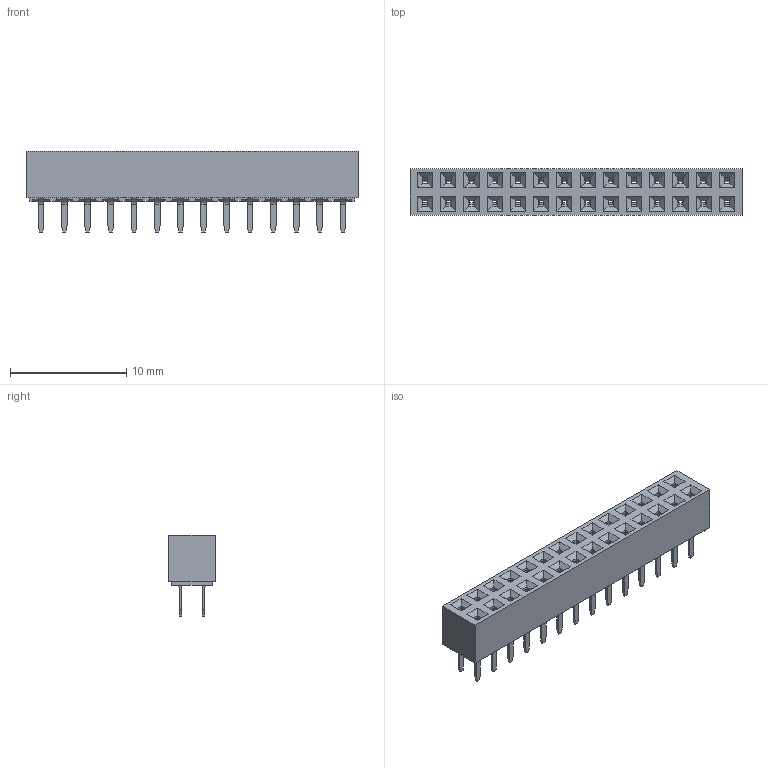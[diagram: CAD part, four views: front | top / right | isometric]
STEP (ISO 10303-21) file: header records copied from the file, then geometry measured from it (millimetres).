
FILE_DESCRIPTION(/* description */ ('Unknown'),/* implementation_level */ '2;1');
FILE_NAME(/* name */ '62002821821',/* time_stamp */ '2017-10-26T15:06:07+02:00',/* author */ ('Unknown'),/* organization */ ('Unknown'),/* preprocessor_version */ 'ST-DEVELOPER v16.7',/* originating_system */ 'DEX',/* authorisation */ $);
FILE_SCHEMA (('AUTOMOTIVE_DESIGN {1 0 10303 214 3 1 1}'));
Length unit declared in the file: millimetre
Products named in the file (3): 6200xx21821; 62002821821
Assembly tree (29 placements, depth 2):
  6200xx21821
    62002821821
    6200xx21821  x28
Bounding box: 28.6 x 4 x 7 mm (x, y, z)
Volume: 339.7 mm3; surface area: 1821.2 mm2
Topology: 29 solids, 29 shells, 3399 faces, 9012 edges, 5672 vertices
Faces by surface type: plane 2223, cylinder 1064, bspline 112
Entity records: 18138 total; most frequent: CARTESIAN_POINT 3239, ORIENTED_EDGE 3120, DIRECTION 2854, EDGE_CURVE 1560, LINE 1484, VECTOR 1484, VERTEX_POINT 974, AXIS2_PLACEMENT_3D 685
